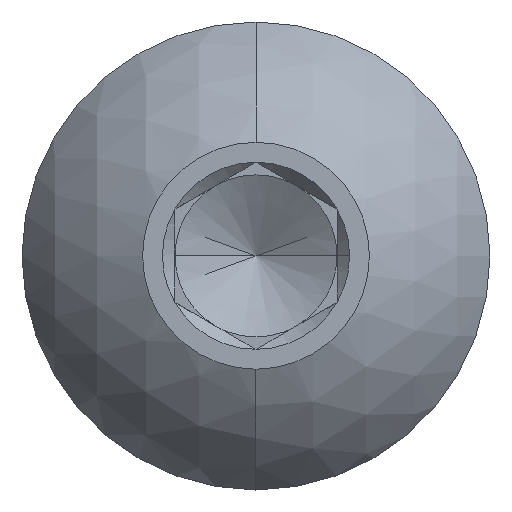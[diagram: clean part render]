
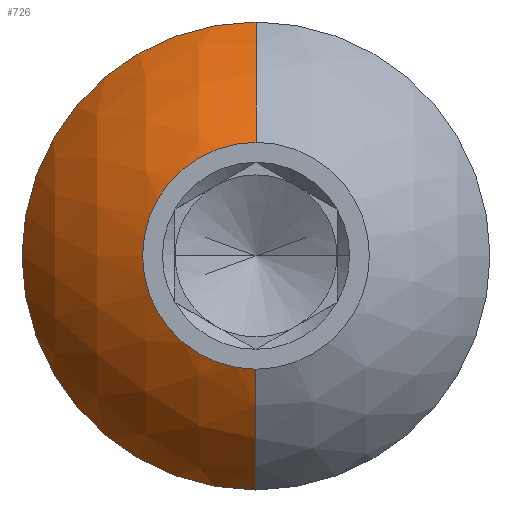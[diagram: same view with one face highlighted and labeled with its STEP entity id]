
A CAD part, top view. The second image highlights one B-rep face of the part: STEP entity #726.
In plain terms, the highlighted spherical face has radius 5.246 mm.
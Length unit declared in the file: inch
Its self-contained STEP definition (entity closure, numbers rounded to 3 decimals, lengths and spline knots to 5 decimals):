
#54 = DIRECTION ( 'NONE',  ( 1., 0., 0. ) ) ;
#68 = VERTEX_POINT ( 'NONE', #240 ) ;
#77 = DIRECTION ( 'NONE',  ( -1., 0., 0. ) ) ;
#81 = CARTESIAN_POINT ( 'NONE',  ( 0., 0., 0.36343 ) ) ;
#129 = VERTEX_POINT ( 'NONE', #421 ) ;
#142 = VERTEX_POINT ( 'NONE', #838 ) ;
#149 = AXIS2_PLACEMENT_3D ( 'NONE', #326, #270, #54 ) ;
#155 = EDGE_CURVE ( 'NONE', #468, #68, #506, .T. ) ;
#165 = CARTESIAN_POINT ( 'NONE',  ( 0., 0.1805, 0.46379 ) ) ;
#181 = FACE_OUTER_BOUND ( 'NONE', #655, .T. ) ;
#182 = EDGE_CURVE ( 'NONE', #365, #468, #553, .T. ) ;
#240 = CARTESIAN_POINT ( 'NONE',  ( 0., -0.1805, 0.46379 ) ) ;
#270 = DIRECTION ( 'NONE',  ( 0., 0., 1. ) ) ;
#279 = EDGE_CURVE ( 'NONE', #68, #142, #762, .T. ) ;
#281 = CARTESIAN_POINT ( 'NONE',  ( 0., 0., 0.36343 ) ) ;
#326 = CARTESIAN_POINT ( 'NONE',  ( 0., 0., 0.46379 ) ) ;
#365 = VERTEX_POINT ( 'NONE', #165 ) ;
#395 = SPHERICAL_SURFACE ( 'NONE', #748, 0.20652 ) ;
#421 = CARTESIAN_POINT ( 'NONE',  ( 0., 0.0875, 0.5505 ) ) ;
#423 = ORIENTED_EDGE ( 'NONE', *, *, #471, .F. ) ;
#426 = AXIS2_PLACEMENT_3D ( 'NONE', #467, #452, #738 ) ;
#431 = AXIS2_PLACEMENT_3D ( 'NONE', #693, #784, #911 ) ;
#452 = DIRECTION ( 'NONE',  ( 0., 0., 1. ) ) ;
#467 = CARTESIAN_POINT ( 'NONE',  ( 0., 0., 0.5505 ) ) ;
#468 = VERTEX_POINT ( 'NONE', #883 ) ;
#470 = AXIS2_PLACEMENT_3D ( 'NONE', #281, #512, #723 ) ;
#471 = EDGE_CURVE ( 'NONE', #129, #142, #829, .T. ) ;
#506 = CIRCLE ( 'NONE', #431, 0.1805 ) ;
#512 = DIRECTION ( 'NONE',  ( 1., 0., 0. ) ) ;
#536 = ORIENTED_EDGE ( 'NONE', *, *, #590, .F. ) ;
#553 = CIRCLE ( 'NONE', #149, 0.1805 ) ;
#590 = EDGE_CURVE ( 'NONE', #365, #129, #869, .T. ) ;
#618 = DIRECTION ( 'NONE',  ( 0., 1., 0. ) ) ;
#655 = EDGE_LOOP ( 'NONE', ( #846, #781, #423, #536, #791 ) ) ;
#693 = CARTESIAN_POINT ( 'NONE',  ( 0., 0., 0.46379 ) ) ;
#704 = AXIS2_PLACEMENT_3D ( 'NONE', #81, #77, #861 ) ;
#723 = DIRECTION ( 'NONE',  ( 0., 0., -1. ) ) ;
#726 = ADVANCED_FACE ( 'NONE', ( #181 ), #395, .T. ) ;
#738 = DIRECTION ( 'NONE',  ( 1., 0., 0. ) ) ;
#748 = AXIS2_PLACEMENT_3D ( 'NONE', #823, #760, #618 ) ;
#760 = DIRECTION ( 'NONE',  ( -1., 0., 0. ) ) ;
#762 = CIRCLE ( 'NONE', #704, 0.20652 ) ;
#781 = ORIENTED_EDGE ( 'NONE', *, *, #279, .T. ) ;
#784 = DIRECTION ( 'NONE',  ( 0., 0., 1. ) ) ;
#791 = ORIENTED_EDGE ( 'NONE', *, *, #182, .T. ) ;
#823 = CARTESIAN_POINT ( 'NONE',  ( 0., 0., 0.36343 ) ) ;
#829 = CIRCLE ( 'NONE', #426, 0.0875 ) ;
#838 = CARTESIAN_POINT ( 'NONE',  ( 0., -0.0875, 0.5505 ) ) ;
#846 = ORIENTED_EDGE ( 'NONE', *, *, #155, .T. ) ;
#861 = DIRECTION ( 'NONE',  ( 0., -1., 0. ) ) ;
#869 = CIRCLE ( 'NONE', #470, 0.20652 ) ;
#883 = CARTESIAN_POINT ( 'NONE',  ( -0.1805, 0., 0.46379 ) ) ;
#911 = DIRECTION ( 'NONE',  ( 1., 0., 0. ) ) ;
